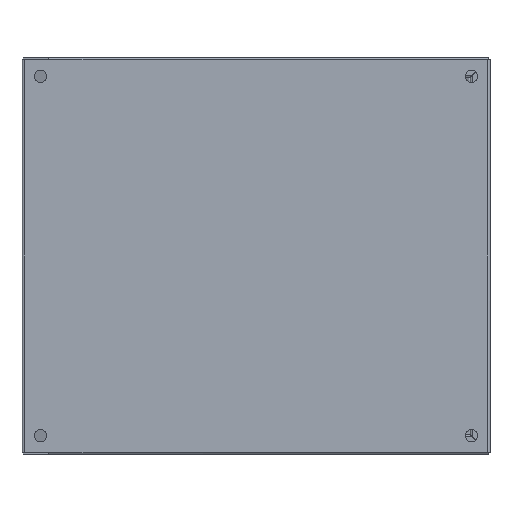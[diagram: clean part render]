
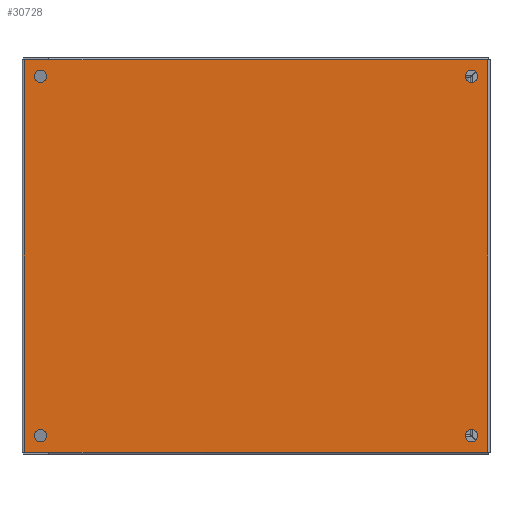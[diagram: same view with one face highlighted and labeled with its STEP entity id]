
A CAD part, left-side view. The second image highlights one B-rep face of the part: STEP entity #30728.
In plain terms, the highlighted face is planar.
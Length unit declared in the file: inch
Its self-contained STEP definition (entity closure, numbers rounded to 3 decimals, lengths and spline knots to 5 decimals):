
#86 = CIRCLE ( 'NONE', #9941, 0.25 ) ;
#322 = DIRECTION ( 'NONE',  ( 0., -1., 0. ) ) ;
#368 = CARTESIAN_POINT ( 'NONE',  ( -7.914, 0., 0. ) ) ;
#567 = VERTEX_POINT ( 'NONE', #25816 ) ;
#690 = CARTESIAN_POINT ( 'NONE',  ( -7.5, 0., 8.68108 ) ) ;
#1050 = DIRECTION ( 'NONE',  ( -1., 0., 0. ) ) ;
#1199 = VECTOR ( 'NONE', #17304, 39.37008 ) ;
#1317 = CARTESIAN_POINT ( 'NONE',  ( 7.914, 0., 0. ) ) ;
#1411 = CARTESIAN_POINT ( 'NONE',  ( -7.914, 0., 8.34508 ) ) ;
#1426 = DIRECTION ( 'NONE',  ( -1., 0., 0. ) ) ;
#1600 = LINE ( 'NONE', #23102, #2395 ) ;
#1696 = ORIENTED_EDGE ( 'NONE', *, *, #23159, .T. ) ;
#1705 = EDGE_CURVE ( 'NONE', #26848, #30778, #9165, .T. ) ;
#1840 = EDGE_CURVE ( 'NONE', #14819, #17127, #17576, .T. ) ;
#2036 = CARTESIAN_POINT ( 'NONE',  ( 7.914, 0., 9.34508 ) ) ;
#2395 = VECTOR ( 'NONE', #8449, 39.37008 ) ;
#3191 = CARTESIAN_POINT ( 'NONE',  ( -7.25, 0., 8.68108 ) ) ;
#3481 = CARTESIAN_POINT ( 'NONE',  ( 0., 0., 0. ) ) ;
#4160 = CARTESIAN_POINT ( 'NONE',  ( -7., 0., -8.6935 ) ) ;
#5055 = CARTESIAN_POINT ( 'NONE',  ( 0., 0., -9.3575 ) ) ;
#5584 = EDGE_LOOP ( 'NONE', ( #1696, #11614 ) ) ;
#5883 = DIRECTION ( 'NONE',  ( 0., 0., -1. ) ) ;
#6208 = EDGE_LOOP ( 'NONE', ( #24699, #19674 ) ) ;
#6740 = DIRECTION ( 'NONE',  ( 0., -1., 0. ) ) ;
#6765 = VERTEX_POINT ( 'NONE', #19716 ) ;
#7557 = AXIS2_PLACEMENT_3D ( 'NONE', #22260, #322, #29397 ) ;
#7591 = CARTESIAN_POINT ( 'NONE',  ( -7.25, 0., 8.68108 ) ) ;
#7671 = ORIENTED_EDGE ( 'NONE', *, *, #1840, .T. ) ;
#7733 = DIRECTION ( 'NONE',  ( -1., 0., 0. ) ) ;
#7961 = DIRECTION ( 'NONE',  ( 0., -1., 0. ) ) ;
#8356 = DIRECTION ( 'NONE',  ( 0., -1., 0. ) ) ;
#8449 = DIRECTION ( 'NONE',  ( 0., 0., 1. ) ) ;
#8868 = CIRCLE ( 'NONE', #25706, 0.25 ) ;
#9165 = LINE ( 'NONE', #368, #1199 ) ;
#9180 = CARTESIAN_POINT ( 'NONE',  ( 7.25, 0., -8.6935 ) ) ;
#9800 = AXIS2_PLACEMENT_3D ( 'NONE', #25552, #13595, #1426 ) ;
#9883 = CARTESIAN_POINT ( 'NONE',  ( 7., 0., 8.68108 ) ) ;
#9941 = AXIS2_PLACEMENT_3D ( 'NONE', #20176, #7961, #22590 ) ;
#10345 = LINE ( 'NONE', #1317, #22596 ) ;
#10791 = ORIENTED_EDGE ( 'NONE', *, *, #23730, .T. ) ;
#11135 = EDGE_LOOP ( 'NONE', ( #10791, #21413, #27637, #7671, #25529, #15413 ) ) ;
#11614 = ORIENTED_EDGE ( 'NONE', *, *, #12153, .T. ) ;
#11828 = EDGE_CURVE ( 'NONE', #12727, #17266, #86, .T. ) ;
#12039 = EDGE_LOOP ( 'NONE', ( #23061, #15579 ) ) ;
#12153 = EDGE_CURVE ( 'NONE', #16133, #27295, #17201, .T. ) ;
#12500 = AXIS2_PLACEMENT_3D ( 'NONE', #7591, #27115, #25028 ) ;
#12727 = VERTEX_POINT ( 'NONE', #23590 ) ;
#12776 = VERTEX_POINT ( 'NONE', #4160 ) ;
#12975 = DIRECTION ( 'NONE',  ( 0., 1., 0. ) ) ;
#13260 = LINE ( 'NONE', #5055, #22805 ) ;
#13283 = CIRCLE ( 'NONE', #28558, 0.25 ) ;
#13595 = DIRECTION ( 'NONE',  ( 0., -1., 0. ) ) ;
#14011 = FACE_BOUND ( 'NONE', #12039, .T. ) ;
#14819 = VERTEX_POINT ( 'NONE', #24394 ) ;
#14895 = EDGE_CURVE ( 'NONE', #567, #12776, #19154, .T. ) ;
#15054 = EDGE_CURVE ( 'NONE', #12776, #567, #24493, .T. ) ;
#15413 = ORIENTED_EDGE ( 'NONE', *, *, #23993, .T. ) ;
#15436 = CARTESIAN_POINT ( 'NONE',  ( 0., 0., 9.34508 ) ) ;
#15476 = EDGE_LOOP ( 'NONE', ( #21012, #18918 ) ) ;
#15579 = ORIENTED_EDGE ( 'NONE', *, *, #30631, .T. ) ;
#16133 = VERTEX_POINT ( 'NONE', #26642 ) ;
#16446 = CARTESIAN_POINT ( 'NONE',  ( 7.25, 0., -8.6935 ) ) ;
#17127 = VERTEX_POINT ( 'NONE', #2036 ) ;
#17201 = CIRCLE ( 'NONE', #28544, 0.25 ) ;
#17266 = VERTEX_POINT ( 'NONE', #9883 ) ;
#17304 = DIRECTION ( 'NONE',  ( 0., 0., 1. ) ) ;
#17576 = LINE ( 'NONE', #15436, #24835 ) ;
#17713 = EDGE_CURVE ( 'NONE', #17266, #12727, #13283, .T. ) ;
#17850 = CARTESIAN_POINT ( 'NONE',  ( -7.914, 0., -9.3575 ) ) ;
#18037 = CIRCLE ( 'NONE', #29546, 0.25 ) ;
#18918 = ORIENTED_EDGE ( 'NONE', *, *, #15054, .T. ) ;
#18941 = LINE ( 'NONE', #23058, #20859 ) ;
#19154 = CIRCLE ( 'NONE', #7557, 0.25 ) ;
#19657 = EDGE_CURVE ( 'NONE', #17127, #6765, #10345, .T. ) ;
#19658 = CARTESIAN_POINT ( 'NONE',  ( 7., 0., -8.6935 ) ) ;
#19674 = ORIENTED_EDGE ( 'NONE', *, *, #11828, .T. ) ;
#19716 = CARTESIAN_POINT ( 'NONE',  ( 7.914, 0., 8.34508 ) ) ;
#19847 = CARTESIAN_POINT ( 'NONE',  ( 7.25, 0., 8.68108 ) ) ;
#20176 = CARTESIAN_POINT ( 'NONE',  ( 7.25, 0., 8.68108 ) ) ;
#20669 = AXIS2_PLACEMENT_3D ( 'NONE', #3481, #12975, #30034 ) ;
#20859 = VECTOR ( 'NONE', #5883, 39.37008 ) ;
#21012 = ORIENTED_EDGE ( 'NONE', *, *, #14895, .T. ) ;
#21413 = ORIENTED_EDGE ( 'NONE', *, *, #1705, .T. ) ;
#21474 = VERTEX_POINT ( 'NONE', #30591 ) ;
#22032 = DIRECTION ( 'NONE',  ( -1., 0., 0. ) ) ;
#22179 = DIRECTION ( 'NONE',  ( 0., -1., 0. ) ) ;
#22260 = CARTESIAN_POINT ( 'NONE',  ( -7.25, 0., -8.6935 ) ) ;
#22379 = DIRECTION ( 'NONE',  ( 1., 0., 0. ) ) ;
#22417 = FACE_BOUND ( 'NONE', #6208, .T. ) ;
#22590 = DIRECTION ( 'NONE',  ( -1., 0., 0. ) ) ;
#22596 = VECTOR ( 'NONE', #28285, 39.37008 ) ;
#22805 = VECTOR ( 'NONE', #22032, 39.37008 ) ;
#23058 = CARTESIAN_POINT ( 'NONE',  ( 7.914, 0., 0. ) ) ;
#23061 = ORIENTED_EDGE ( 'NONE', *, *, #27766, .T. ) ;
#23102 = CARTESIAN_POINT ( 'NONE',  ( -7.914, 0., 0. ) ) ;
#23159 = EDGE_CURVE ( 'NONE', #27295, #16133, #8868, .T. ) ;
#23590 = CARTESIAN_POINT ( 'NONE',  ( 7.5, 0., 8.68108 ) ) ;
#23709 = DIRECTION ( 'NONE',  ( 0., -1., 0. ) ) ;
#23730 = EDGE_CURVE ( 'NONE', #30840, #26848, #13260, .T. ) ;
#23857 = VERTEX_POINT ( 'NONE', #690 ) ;
#23993 = EDGE_CURVE ( 'NONE', #6765, #30840, #18941, .T. ) ;
#24394 = CARTESIAN_POINT ( 'NONE',  ( -7.914, 0., 9.34508 ) ) ;
#24493 = CIRCLE ( 'NONE', #9800, 0.25 ) ;
#24699 = ORIENTED_EDGE ( 'NONE', *, *, #17713, .T. ) ;
#24835 = VECTOR ( 'NONE', #22379, 39.37008 ) ;
#24977 = EDGE_CURVE ( 'NONE', #30778, #14819, #1600, .T. ) ;
#25028 = DIRECTION ( 'NONE',  ( -1., 0., 0. ) ) ;
#25477 = FACE_BOUND ( 'NONE', #5584, .T. ) ;
#25529 = ORIENTED_EDGE ( 'NONE', *, *, #19657, .T. ) ;
#25552 = CARTESIAN_POINT ( 'NONE',  ( -7.25, 0., -8.6935 ) ) ;
#25706 = AXIS2_PLACEMENT_3D ( 'NONE', #16446, #23709, #31101 ) ;
#25816 = CARTESIAN_POINT ( 'NONE',  ( -7.5, 0., -8.6935 ) ) ;
#26642 = CARTESIAN_POINT ( 'NONE',  ( 7.5, 0., -8.6935 ) ) ;
#26848 = VERTEX_POINT ( 'NONE', #17850 ) ;
#27115 = DIRECTION ( 'NONE',  ( 0., -1., 0. ) ) ;
#27295 = VERTEX_POINT ( 'NONE', #19658 ) ;
#27362 = FACE_OUTER_BOUND ( 'NONE', #11135, .T. ) ;
#27553 = PLANE ( 'NONE',  #20669 ) ;
#27637 = ORIENTED_EDGE ( 'NONE', *, *, #24977, .T. ) ;
#27766 = EDGE_CURVE ( 'NONE', #23857, #21474, #18037, .T. ) ;
#28116 = FACE_BOUND ( 'NONE', #15476, .T. ) ;
#28285 = DIRECTION ( 'NONE',  ( 0., 0., -1. ) ) ;
#28491 = CARTESIAN_POINT ( 'NONE',  ( 7.914, 0., -9.3575 ) ) ;
#28544 = AXIS2_PLACEMENT_3D ( 'NONE', #9180, #6740, #28854 ) ;
#28558 = AXIS2_PLACEMENT_3D ( 'NONE', #19847, #22179, #7733 ) ;
#28854 = DIRECTION ( 'NONE',  ( -1., 0., 0. ) ) ;
#29397 = DIRECTION ( 'NONE',  ( -1., 0., 0. ) ) ;
#29546 = AXIS2_PLACEMENT_3D ( 'NONE', #3191, #8356, #1050 ) ;
#30034 = DIRECTION ( 'NONE',  ( -1., 0., 0. ) ) ;
#30591 = CARTESIAN_POINT ( 'NONE',  ( -7., 0., 8.68108 ) ) ;
#30631 = EDGE_CURVE ( 'NONE', #21474, #23857, #30841, .T. ) ;
#30728 = ADVANCED_FACE ( 'NONE', ( #27362, #25477, #22417, #14011, #28116 ), #27553, .T. ) ;
#30778 = VERTEX_POINT ( 'NONE', #1411 ) ;
#30840 = VERTEX_POINT ( 'NONE', #28491 ) ;
#30841 = CIRCLE ( 'NONE', #12500, 0.25 ) ;
#31101 = DIRECTION ( 'NONE',  ( -1., 0., 0. ) ) ;
